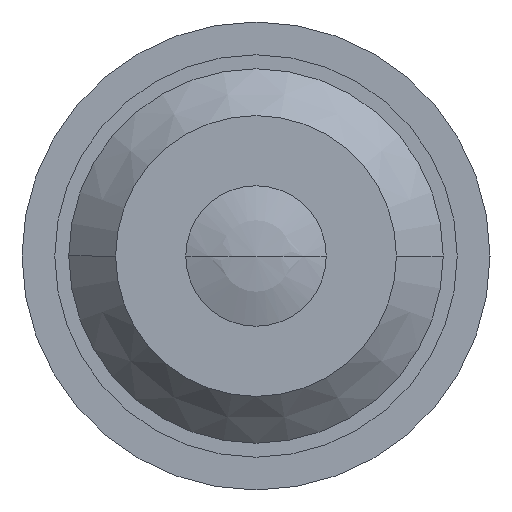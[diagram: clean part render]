
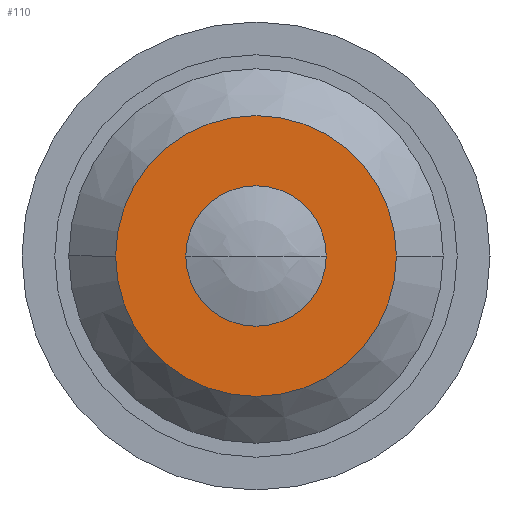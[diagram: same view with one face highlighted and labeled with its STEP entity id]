
A CAD part, left-side view. The second image highlights one B-rep face of the part: STEP entity #110.
In plain terms, the highlighted planar face has unit normal (-1, 0, 0).
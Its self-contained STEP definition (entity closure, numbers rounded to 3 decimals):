
#110=ADVANCED_FACE('',(#194,#195),#196,.F.);
#194=FACE_BOUND('',#285,.T.);
#195=FACE_OUTER_BOUND('',#286,.T.);
#196=PLANE('',#287);
#285=EDGE_LOOP('',(#543,#544));
#286=EDGE_LOOP('',(#545,#546));
#287=AXIS2_PLACEMENT_3D('',#547,#548,#549);
#543=ORIENTED_EDGE('',*,*,#667,.F.);
#544=ORIENTED_EDGE('',*,*,#616,.F.);
#545=ORIENTED_EDGE('',*,*,#668,.T.);
#546=ORIENTED_EDGE('',*,*,#611,.T.);
#547=CARTESIAN_POINT('',(-5.5,1.5,0.0));
#548=DIRECTION('',(1.0,0.,0.0));
#549=DIRECTION('',(0.,1.0,0.0));
#611=EDGE_CURVE('',#708,#706,#709,.T.);
#616=EDGE_CURVE('',#716,#712,#718,.T.);
#667=EDGE_CURVE('',#712,#716,#798,.T.);
#668=EDGE_CURVE('',#706,#708,#799,.T.);
#706=VERTEX_POINT('',#843);
#708=VERTEX_POINT('',#846);
#709=CIRCLE('',#847,1.5);
#712=VERTEX_POINT('',#851);
#716=VERTEX_POINT('',#856);
#718=CIRCLE('',#859,0.75);
#798=CIRCLE('',#953,0.75);
#799=CIRCLE('',#954,1.5);
#843=CARTESIAN_POINT('',(-5.5,-1.5,0.0));
#846=CARTESIAN_POINT('',(-5.5,1.5,0.));
#847=AXIS2_PLACEMENT_3D('',#1007,#1008,#1009);
#851=CARTESIAN_POINT('',(-5.5,-0.75,0.0));
#856=CARTESIAN_POINT('',(-5.5,0.75,0.));
#859=AXIS2_PLACEMENT_3D('',#1016,#1017,#1018);
#953=AXIS2_PLACEMENT_3D('',#1141,#1142,#1143);
#954=AXIS2_PLACEMENT_3D('',#1144,#1145,#1146);
#1007=CARTESIAN_POINT('',(-5.5,0.,0.0));
#1008=DIRECTION('',(-1.0,0.,0.0));
#1009=DIRECTION('',(0.,-1.0,0.0));
#1016=CARTESIAN_POINT('',(-5.5,0.,0.0));
#1017=DIRECTION('',(-1.0,0.,0.0));
#1018=DIRECTION('',(0.,-1.0,0.0));
#1141=CARTESIAN_POINT('',(-5.5,0.,0.0));
#1142=DIRECTION('',(-1.0,0.,0.0));
#1143=DIRECTION('',(0.,-1.0,0.0));
#1144=CARTESIAN_POINT('',(-5.5,0.,0.0));
#1145=DIRECTION('',(-1.0,0.,0.0));
#1146=DIRECTION('',(0.,-1.0,0.0));
